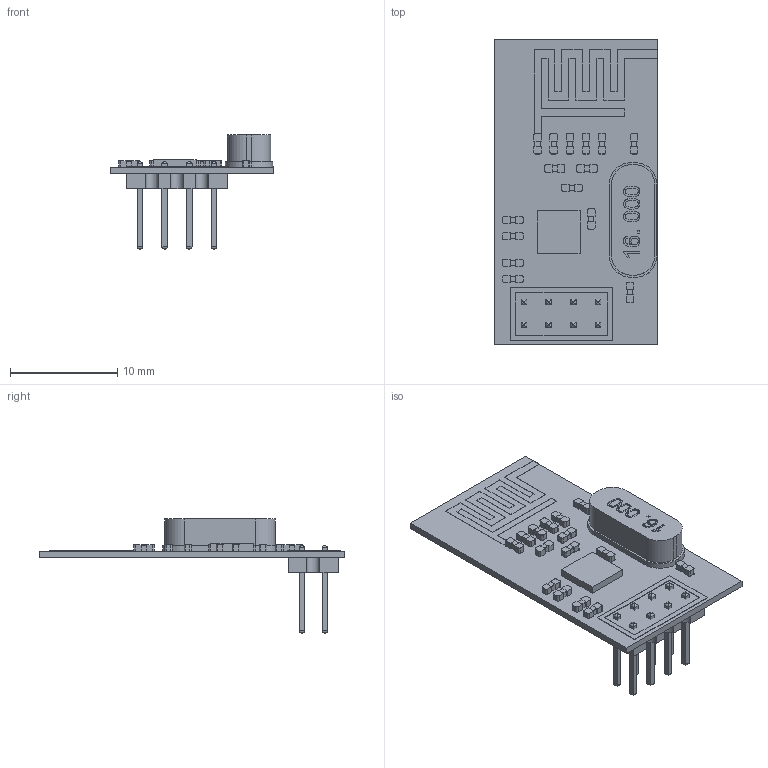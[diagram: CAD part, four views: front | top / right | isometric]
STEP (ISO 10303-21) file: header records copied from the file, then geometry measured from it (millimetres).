
FILE_DESCRIPTION(/* description */ (''),/* implementation_level */ '2;1');
FILE_NAME(/* name */ 'NRF24L01 WIFI Module v2.step',/* time_stamp */ '2022-01-03T15:41:30+01:00',/* author */ (''),/* organization */ (''),/* preprocessor_version */ 'ST-DEVELOPER v18.1',/* originating_system */ 'Autodesk Translation Framework v10.10.0.1391',/* authorisation */ '');
FILE_SCHEMA (('AUTOMOTIVE_DESIGN { 1 0 10303 214 3 1 1 }'));
Length unit declared in the file: millimetre
Products named in the file (1): NRF24L01 WIFI Module
Bounding box: 15.25 x 28.5 x 10.63 mm (x, y, z)
Volume: 487.6 mm3; surface area: 1593.1 mm2
Topology: 46 solids, 46 shells, 706 faces, 1745 edges, 1142 vertices
Faces by surface type: plane 471, cylinder 144, bspline 91
Entity records: 21518 total; most frequent: CARTESIAN_POINT 5141, ORIENTED_EDGE 3490, DIRECTION 3019, EDGE_CURVE 1745, LINE 1339, VECTOR 1339, VERTEX_POINT 1142, AXIS2_PLACEMENT_3D 840
